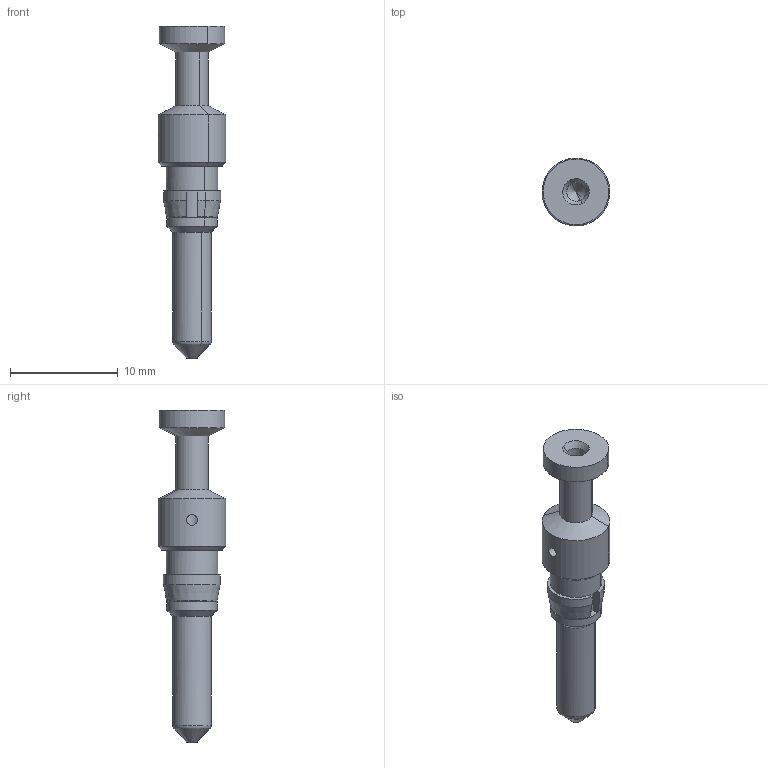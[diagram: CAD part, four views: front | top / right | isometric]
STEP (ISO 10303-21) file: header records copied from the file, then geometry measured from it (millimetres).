
FILE_DESCRIPTION(('CATIA V5 STEP Exchange','CAx-IF Rec.Pracs.--- Model Styling and Organization---1.4--- 2014-01-23'),'2;1');
FILE_NAME ('018945-3_1', '2019-10-24T17:45:59+00:00', ('none'), ('Weidmueller'), 'CATIA Version 5-6 Release 2016 SP3 HF44', 'CATIA V5 STEP AP214', 'none');
FILE_SCHEMA(('AUTOMOTIVE_DESIGN { 1 0 10303 214 1 1 1 1 }'));
Length unit declared in the file: millimetre
Products named in the file (1): 1698120000
Bounding box: 6.3 x 6.3 x 30.8 mm (x, y, z)
Volume: 451.1 mm3; surface area: 581.2 mm2
Topology: 1 solids, 1 shells, 52 faces, 112 edges, 65 vertices
Faces by surface type: cylinder 22, cone 17, plane 8, torus 5
Entity records: 1453 total; most frequent: CARTESIAN_POINT 365, ORIENTED_EDGE 220, DIRECTION 192, EDGE_CURVE 110, AXIS2_PLACEMENT_3D 100, VERTEX_POINT 65, EDGE_LOOP 59, ADVANCED_FACE 52
